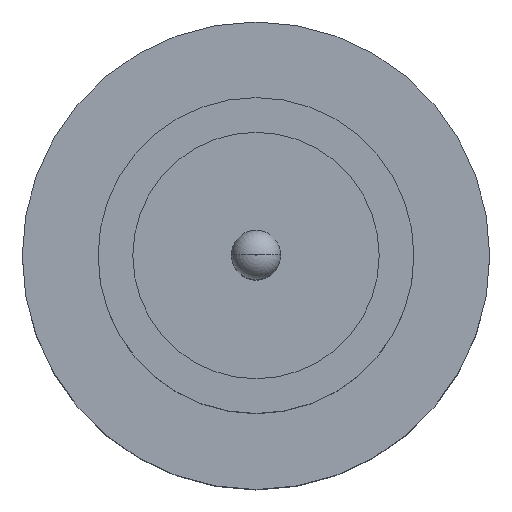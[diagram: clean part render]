
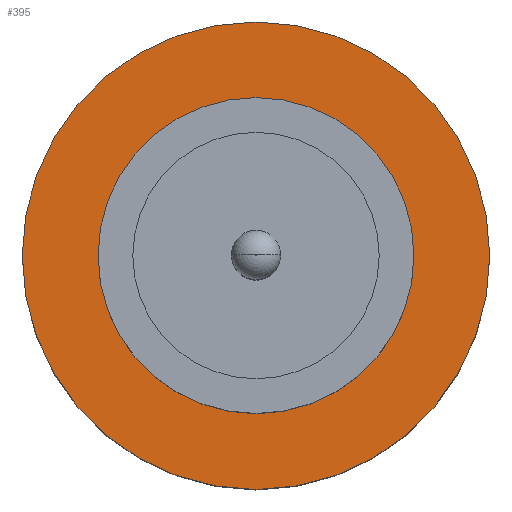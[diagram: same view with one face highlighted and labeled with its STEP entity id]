
A CAD part, top view. The second image highlights one B-rep face of the part: STEP entity #395.
In plain terms, the highlighted planar face has unit normal (0, 0, 1).
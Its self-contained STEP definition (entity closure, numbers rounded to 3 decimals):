
#22 = CIRCLE ( 'NONE', #169, 1.25 ) ;
#62 = EDGE_CURVE ( 'NONE', #662, #108, #367, .T. ) ;
#63 = CARTESIAN_POINT ( 'NONE',  ( 0., 0., 1.55 ) ) ;
#65 = DIRECTION ( 'NONE',  ( 1., 0., 0. ) ) ;
#71 = DIRECTION ( 'NONE',  ( 1., 0., 0. ) ) ;
#90 = FACE_BOUND ( 'NONE', #326, .T. ) ;
#108 = VERTEX_POINT ( 'NONE', #194 ) ;
#114 = EDGE_CURVE ( 'NONE', #274, #304, #22, .T. ) ;
#131 = ORIENTED_EDGE ( 'NONE', *, *, #114, .F. ) ;
#169 = AXIS2_PLACEMENT_3D ( 'NONE', #736, #373, #569 ) ;
#174 = CARTESIAN_POINT ( 'NONE',  ( -1.85, 0., 1.55 ) ) ;
#194 = CARTESIAN_POINT ( 'NONE',  ( 1.85, 0., 1.55 ) ) ;
#198 = CARTESIAN_POINT ( 'NONE',  ( 0., 0., 1.55 ) ) ;
#204 = ORIENTED_EDGE ( 'NONE', *, *, #703, .T. ) ;
#221 = CIRCLE ( 'NONE', #333, 1.85 ) ;
#246 = AXIS2_PLACEMENT_3D ( 'NONE', #198, #699, #320 ) ;
#274 = VERTEX_POINT ( 'NONE', #447 ) ;
#304 = VERTEX_POINT ( 'NONE', #416 ) ;
#320 = DIRECTION ( 'NONE',  ( 1., 0., 0. ) ) ;
#326 = EDGE_LOOP ( 'NONE', ( #420, #131 ) ) ;
#333 = AXIS2_PLACEMENT_3D ( 'NONE', #742, #617, #71 ) ;
#367 = CIRCLE ( 'NONE', #565, 1.85 ) ;
#373 = DIRECTION ( 'NONE',  ( 0., 0., 1. ) ) ;
#388 = DIRECTION ( 'NONE',  ( 1., 0., 0. ) ) ;
#395 = ADVANCED_FACE ( 'NONE', ( #90, #444 ), #526, .T. ) ;
#416 = CARTESIAN_POINT ( 'NONE',  ( 1.25, 0., 1.55 ) ) ;
#420 = ORIENTED_EDGE ( 'NONE', *, *, #470, .F. ) ;
#444 = FACE_OUTER_BOUND ( 'NONE', #795, .T. ) ;
#447 = CARTESIAN_POINT ( 'NONE',  ( -1.25, 0., 1.55 ) ) ;
#470 = EDGE_CURVE ( 'NONE', #304, #274, #554, .T. ) ;
#515 = DIRECTION ( 'NONE',  ( 0., 0., 1. ) ) ;
#526 = PLANE ( 'NONE',  #562 ) ;
#554 = CIRCLE ( 'NONE', #246, 1.25 ) ;
#562 = AXIS2_PLACEMENT_3D ( 'NONE', #63, #515, #388 ) ;
#565 = AXIS2_PLACEMENT_3D ( 'NONE', #686, #684, #65 ) ;
#569 = DIRECTION ( 'NONE',  ( 1., 0., 0. ) ) ;
#607 = ORIENTED_EDGE ( 'NONE', *, *, #62, .T. ) ;
#617 = DIRECTION ( 'NONE',  ( 0., 0., 1. ) ) ;
#662 = VERTEX_POINT ( 'NONE', #174 ) ;
#684 = DIRECTION ( 'NONE',  ( 0., 0., 1. ) ) ;
#686 = CARTESIAN_POINT ( 'NONE',  ( 0., 0., 1.55 ) ) ;
#699 = DIRECTION ( 'NONE',  ( 0., 0., 1. ) ) ;
#703 = EDGE_CURVE ( 'NONE', #108, #662, #221, .T. ) ;
#736 = CARTESIAN_POINT ( 'NONE',  ( 0., 0., 1.55 ) ) ;
#742 = CARTESIAN_POINT ( 'NONE',  ( 0., 0., 1.55 ) ) ;
#795 = EDGE_LOOP ( 'NONE', ( #607, #204 ) ) ;
